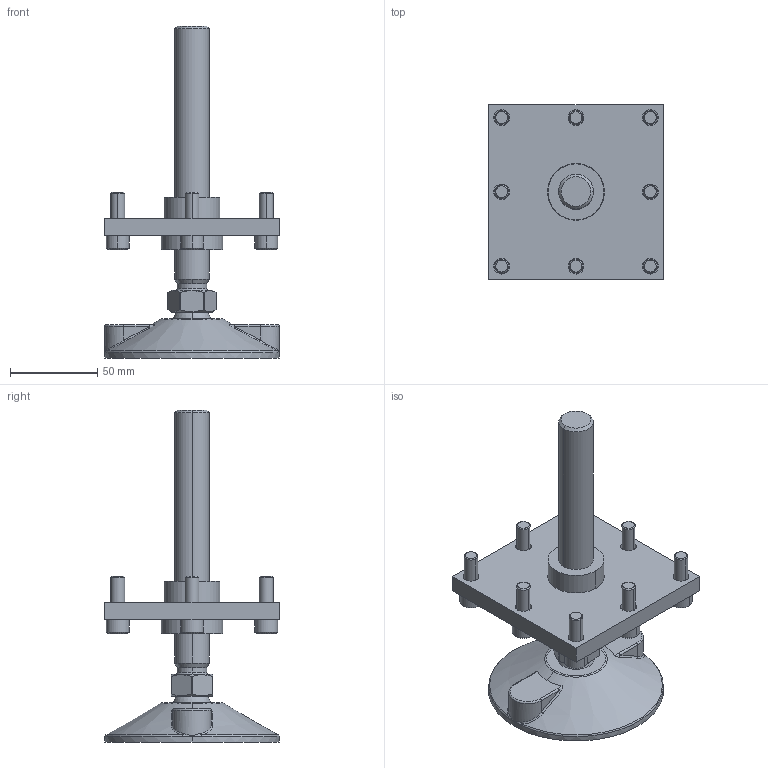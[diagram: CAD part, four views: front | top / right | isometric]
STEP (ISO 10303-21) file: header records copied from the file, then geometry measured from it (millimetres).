
FILE_DESCRIPTION(('Creo Elements/Direct Modeling STEP Export'),'2;1');
FILE_NAME('11.0245_Gelenkfuss-MMS-11_100-M20-190mm-KS.stp','2022-03-18T14:17:05',(''),(''),'PTC Creo Elements/Direct Modeling STEP processor for AP214 (Solid Model)','PTC Creo Elements/Direct Modeling 19.0C 15-Aug-2015 (C) Parametric Technology GmbH','');
FILE_SCHEMA(('AUTOMOTIVE_DESIGN { 1 0 10303 214 1 1 1 1 }'));
Length unit declared in the file: millimetre
Products named in the file (5): Gelenkfuss-MMS-11_100-M20-190mm-KS_11.0245.oF_PX176297; Zylinderschraube-DIN912_M8x25-8.8-verz_10990_PX176237.02.02.02.02.02.02
; Flanschplatte-MMS-11_100x100-Laserschneideteil-t10mm_96.5034_PX176304; Flanschmutter-MMS-55_M20-D32_96.5028_PX176302; Gelenkfuss-MMS-11_100-M20-190mm-KS_11.0245_PX176307
Assembly tree (11 placements, depth 2):
  Gelenkfuss-MMS-11_100-M20-190mm-KS_11.0245_PX176307
    Flanschmutter-MMS-55_M20-D32_96.5028_PX176302
    Flanschplatte-MMS-11_100x100-Laserschneideteil-t10mm_96.5034_PX176304
    Zylinderschraube-DIN912_M8x25-8.8-verz_10990_PX176237.02.02.02.02.02.02
  x8
    Gelenkfuss-MMS-11_100-M20-190mm-KS_11.0245.oF_PX176297
Bounding box: 100 x 100 x 190 mm (x, y, z)
Volume: 283937.6 mm3; surface area: 71773 mm2
Topology: 11 solids, 12 shells, 255 faces, 587 edges, 374 vertices
Faces by surface type: plane 107, cylinder 74, cone 46, bspline 16, torus 8, sphere 4
Entity records: 8037 total; most frequent: CARTESIAN_POINT 4702, ORIENTED_EDGE 638, DIRECTION 512, EDGE_CURVE 319, VERTEX_POINT 206, AXIS2_PLACEMENT_3D 203, EDGE_LOOP 155, FACE_OUTER_BOUND 129
